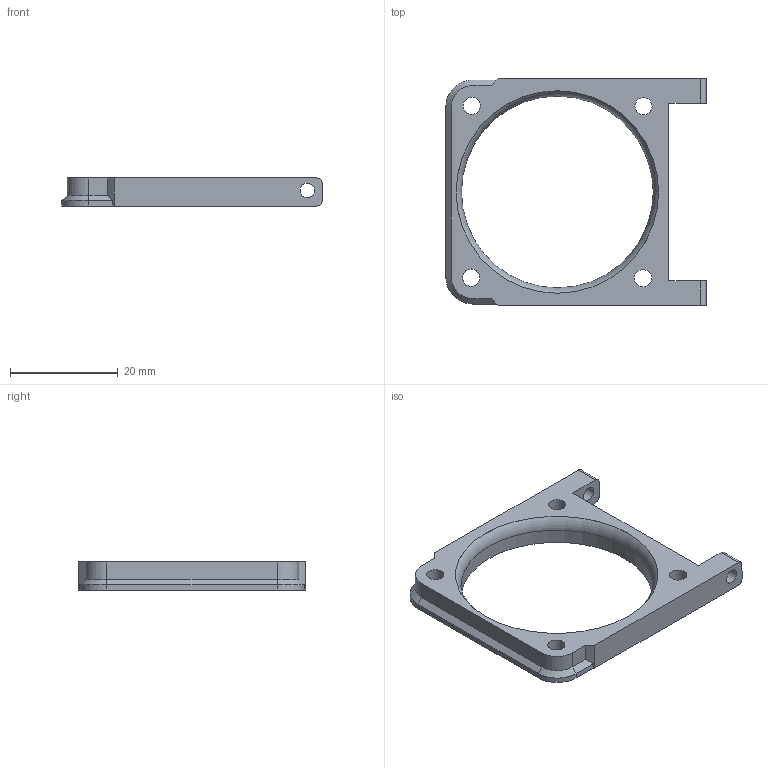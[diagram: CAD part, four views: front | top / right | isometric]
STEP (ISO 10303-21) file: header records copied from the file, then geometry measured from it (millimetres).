
FILE_DESCRIPTION(/* description */ (''),/* implementation_level */ '2;1');
FILE_NAME(/* name */ 'face-plate-m3.step',/* time_stamp */ '2023-09-13T07:35:45-04:00',/* author */ (''),/* organization */ (''),/* preprocessor_version */ 'ST-DEVELOPER v20',/* originating_system */ 'Autodesk Translation Framework v12.9.0.99',/* authorisation */ '');
FILE_SCHEMA (('AUTOMOTIVE_DESIGN { 1 0 10303 214 3 1 1 }'));
Length unit declared in the file: millimetre
Products named in the file (1): face-plate
Bounding box: 48.33 x 42.04 x 5.2 mm (x, y, z)
Volume: 3613.9 mm3; surface area: 3224.3 mm2
Topology: 1 solids, 1 shells, 41 faces, 109 edges, 70 vertices
Faces by surface type: plane 22, cylinder 15, cone 3, torus 1
Full cylindrical faces by diameter (mm): 2.7 x2, 3.2 x4, 35.6 x1
Entity records: 1335 total; most frequent: DIRECTION 228, CARTESIAN_POINT 221, ORIENTED_EDGE 218, EDGE_CURVE 109, AXIS2_PLACEMENT_3D 77, LINE 74, VECTOR 74, VERTEX_POINT 70
